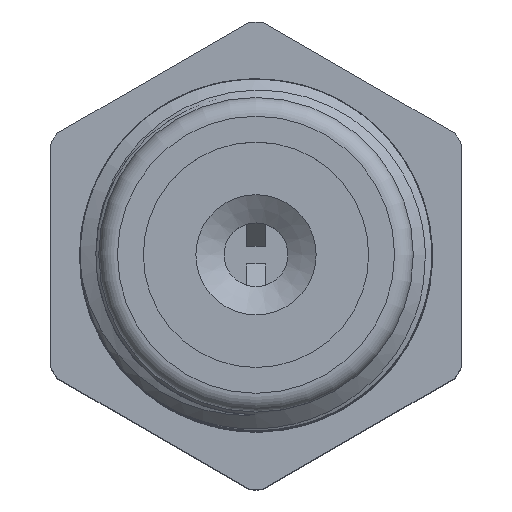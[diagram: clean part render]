
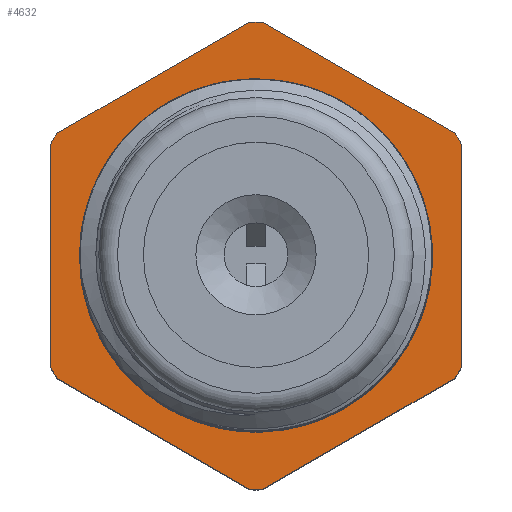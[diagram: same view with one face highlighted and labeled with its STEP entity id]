
A CAD part, top view. The second image highlights one B-rep face of the part: STEP entity #4632.
In plain terms, the highlighted planar face has unit normal (0, 0, 1).
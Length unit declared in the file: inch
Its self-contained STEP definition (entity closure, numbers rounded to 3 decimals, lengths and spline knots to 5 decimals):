
#116 = VECTOR ( 'NONE', #2732, 39.37008 ) ;
#282 = DIRECTION ( 'NONE',  ( -1., 0., 0. ) ) ;
#288 = DIRECTION ( 'NONE',  ( 0., 0., -1. ) ) ;
#329 = DIRECTION ( 'NONE',  ( -1., 0., 0. ) ) ;
#455 = CIRCLE ( 'NONE', #3215, 0.24885 ) ;
#604 = CIRCLE ( 'NONE', #3212, 0.24885 ) ;
#607 = CIRCLE ( 'NONE', #5681, 0.24885 ) ;
#643 = VECTOR ( 'NONE', #5405, 39.37008 ) ;
#668 = VERTEX_POINT ( 'NONE', #3812 ) ;
#791 = DIRECTION ( 'NONE',  ( 0.866, -0.5, 0. ) ) ;
#878 = EDGE_CURVE ( 'NONE', #6741, #8785, #455, .T. ) ;
#887 = EDGE_CURVE ( 'NONE', #6149, #5921, #7979, .T. ) ;
#891 = VERTEX_POINT ( 'NONE', #2933 ) ;
#925 = CARTESIAN_POINT ( 'NONE',  ( 0., 0.25259, -0.10758 ) ) ;
#1045 = EDGE_CURVE ( 'NONE', #6988, #668, #607, .T. ) ;
#1058 = CARTESIAN_POINT ( 'NONE',  ( 0., -0.25259, -0.10758 ) ) ;
#1372 = LINE ( 'NONE', #1463, #116 ) ;
#1393 = VERTEX_POINT ( 'NONE', #3377 ) ;
#1438 = ORIENTED_EDGE ( 'NONE', *, *, #6018, .F. ) ;
#1463 = CARTESIAN_POINT ( 'NONE',  ( 0.21875, 0.1263, -0.10758 ) ) ;
#1504 = CARTESIAN_POINT ( 'NONE',  ( 0.00663, -0.24876, -0.10758 ) ) ;
#1704 = LINE ( 'NONE', #7861, #7450 ) ;
#1749 = DIRECTION ( 'NONE',  ( 0., 0., -1. ) ) ;
#1803 = ORIENTED_EDGE ( 'NONE', *, *, #5232, .F. ) ;
#1836 = LINE ( 'NONE', #1058, #6350 ) ;
#2231 = CARTESIAN_POINT ( 'NONE',  ( -0.21875, -0.11864, -0.10758 ) ) ;
#2346 = ORIENTED_EDGE ( 'NONE', *, *, #7496, .F. ) ;
#2432 = AXIS2_PLACEMENT_3D ( 'NONE', #4831, #6271, #4195 ) ;
#2620 = EDGE_LOOP ( 'NONE', ( #5667 ) ) ;
#2718 = FACE_BOUND ( 'NONE', #2620, .T. ) ;
#2732 = DIRECTION ( 'NONE',  ( 0., -1., 0. ) ) ;
#2933 = CARTESIAN_POINT ( 'NONE',  ( -0.00663, -0.24876, -0.10758 ) ) ;
#2981 = VERTEX_POINT ( 'NONE', #1504 ) ;
#3012 = EDGE_CURVE ( 'NONE', #5921, #8545, #1372, .T. ) ;
#3014 = CARTESIAN_POINT ( 'NONE',  ( 0.21212, -0.13012, -0.10758 ) ) ;
#3111 = ORIENTED_EDGE ( 'NONE', *, *, #4549, .F. ) ;
#3159 = CIRCLE ( 'NONE', #2432, 0.24885 ) ;
#3193 = CARTESIAN_POINT ( 'NONE',  ( 0., 0., -0.10758 ) ) ;
#3212 = AXIS2_PLACEMENT_3D ( 'NONE', #8093, #4668, #7412 ) ;
#3215 = AXIS2_PLACEMENT_3D ( 'NONE', #3787, #288, #7178 ) ;
#3377 = CARTESIAN_POINT ( 'NONE',  ( -0.21212, 0.13012, -0.10758 ) ) ;
#3547 = ORIENTED_EDGE ( 'NONE', *, *, #3012, .F. ) ;
#3611 = ORIENTED_EDGE ( 'NONE', *, *, #8314, .F. ) ;
#3652 = DIRECTION ( 'NONE',  ( -1., 0., 0. ) ) ;
#3787 = CARTESIAN_POINT ( 'NONE',  ( 0., 0., -0.10758 ) ) ;
#3812 = CARTESIAN_POINT ( 'NONE',  ( 0.00663, 0.24876, -0.10758 ) ) ;
#3993 = EDGE_CURVE ( 'NONE', #1393, #6988, #1704, .T. ) ;
#4096 = AXIS2_PLACEMENT_3D ( 'NONE', #5104, #6414, #3652 ) ;
#4195 = DIRECTION ( 'NONE',  ( -1., 0., 0. ) ) ;
#4345 = ORIENTED_EDGE ( 'NONE', *, *, #887, .F. ) ;
#4392 = ORIENTED_EDGE ( 'NONE', *, *, #878, .F. ) ;
#4476 = DIRECTION ( 'NONE',  ( -0.866, 0.5, 0. ) ) ;
#4478 = CARTESIAN_POINT ( 'NONE',  ( 0., 0., -0.10758 ) ) ;
#4549 = EDGE_CURVE ( 'NONE', #4723, #2981, #8836, .T. ) ;
#4632 = ADVANCED_FACE ( 'NONE', ( #2718, #5485 ), #8246, .F. ) ;
#4668 = DIRECTION ( 'NONE',  ( 0., 0., -1. ) ) ;
#4723 = VERTEX_POINT ( 'NONE', #3014 ) ;
#4771 = CIRCLE ( 'NONE', #7209, 0.188 ) ;
#4831 = CARTESIAN_POINT ( 'NONE',  ( 0., 0., -0.10758 ) ) ;
#5104 = CARTESIAN_POINT ( 'NONE',  ( 0., 0., -0.10758 ) ) ;
#5232 = EDGE_CURVE ( 'NONE', #8785, #7862, #6265, .T. ) ;
#5405 = DIRECTION ( 'NONE',  ( 0., 1., 0. ) ) ;
#5473 = ORIENTED_EDGE ( 'NONE', *, *, #3993, .F. ) ;
#5485 = FACE_OUTER_BOUND ( 'NONE', #7951, .T. ) ;
#5487 = CIRCLE ( 'NONE', #6630, 0.24885 ) ;
#5583 = AXIS2_PLACEMENT_3D ( 'NONE', #7808, #7850, #282 ) ;
#5667 = ORIENTED_EDGE ( 'NONE', *, *, #8202, .F. ) ;
#5681 = AXIS2_PLACEMENT_3D ( 'NONE', #4478, #1749, #7225 ) ;
#5913 = CARTESIAN_POINT ( 'NONE',  ( 0., 0., -0.10758 ) ) ;
#5921 = VERTEX_POINT ( 'NONE', #7321 ) ;
#6018 = EDGE_CURVE ( 'NONE', #7862, #1393, #604, .T. ) ;
#6117 = CARTESIAN_POINT ( 'NONE',  ( 0.21875, -0.1263, -0.10758 ) ) ;
#6149 = VERTEX_POINT ( 'NONE', #8236 ) ;
#6159 = ORIENTED_EDGE ( 'NONE', *, *, #7183, .F. ) ;
#6261 = DIRECTION ( 'NONE',  ( 0.866, 0.5, 0. ) ) ;
#6265 = LINE ( 'NONE', #8849, #643 ) ;
#6271 = DIRECTION ( 'NONE',  ( 0., 0., -1. ) ) ;
#6350 = VECTOR ( 'NONE', #4476, 39.37008 ) ;
#6414 = DIRECTION ( 'NONE',  ( 0., 0., -1. ) ) ;
#6500 = CARTESIAN_POINT ( 'NONE',  ( -0.21875, 0.11864, -0.10758 ) ) ;
#6583 = VECTOR ( 'NONE', #6839, 39.37008 ) ;
#6590 = DIRECTION ( 'NONE',  ( 0., 0., 1. ) ) ;
#6630 = AXIS2_PLACEMENT_3D ( 'NONE', #5913, #6634, #329 ) ;
#6634 = DIRECTION ( 'NONE',  ( 0., 0., -1. ) ) ;
#6741 = VERTEX_POINT ( 'NONE', #7766 ) ;
#6772 = CARTESIAN_POINT ( 'NONE',  ( 0.21875, -0.11864, -0.10758 ) ) ;
#6839 = DIRECTION ( 'NONE',  ( -0.866, -0.5, 0. ) ) ;
#6859 = ORIENTED_EDGE ( 'NONE', *, *, #8141, .F. ) ;
#6988 = VERTEX_POINT ( 'NONE', #7345 ) ;
#7087 = LINE ( 'NONE', #925, #8962 ) ;
#7178 = DIRECTION ( 'NONE',  ( -1., 0., 0. ) ) ;
#7183 = EDGE_CURVE ( 'NONE', #8545, #4723, #3159, .T. ) ;
#7209 = AXIS2_PLACEMENT_3D ( 'NONE', #3193, #6590, #7268 ) ;
#7225 = DIRECTION ( 'NONE',  ( -1., 0., 0. ) ) ;
#7268 = DIRECTION ( 'NONE',  ( -1., 0., 0. ) ) ;
#7321 = CARTESIAN_POINT ( 'NONE',  ( 0.21875, 0.11864, -0.10758 ) ) ;
#7345 = CARTESIAN_POINT ( 'NONE',  ( -0.00663, 0.24876, -0.10758 ) ) ;
#7412 = DIRECTION ( 'NONE',  ( -1., 0., 0. ) ) ;
#7450 = VECTOR ( 'NONE', #6261, 39.37008 ) ;
#7496 = EDGE_CURVE ( 'NONE', #668, #6149, #7087, .T. ) ;
#7766 = CARTESIAN_POINT ( 'NONE',  ( -0.21212, -0.13012, -0.10758 ) ) ;
#7808 = CARTESIAN_POINT ( 'NONE',  ( 0., 0., -0.10758 ) ) ;
#7850 = DIRECTION ( 'NONE',  ( 0., 0., -1. ) ) ;
#7861 = CARTESIAN_POINT ( 'NONE',  ( -0.21875, 0.1263, -0.10758 ) ) ;
#7862 = VERTEX_POINT ( 'NONE', #6500 ) ;
#7951 = EDGE_LOOP ( 'NONE', ( #1438, #1803, #4392, #6859, #3611, #3111, #6159, #3547, #4345, #2346, #8144, #5473 ) ) ;
#7979 = CIRCLE ( 'NONE', #4096, 0.24885 ) ;
#8093 = CARTESIAN_POINT ( 'NONE',  ( 0., 0., -0.10758 ) ) ;
#8141 = EDGE_CURVE ( 'NONE', #891, #6741, #1836, .T. ) ;
#8144 = ORIENTED_EDGE ( 'NONE', *, *, #1045, .F. ) ;
#8202 = EDGE_CURVE ( 'NONE', #8239, #8239, #4771, .T. ) ;
#8236 = CARTESIAN_POINT ( 'NONE',  ( 0.21212, 0.13012, -0.10758 ) ) ;
#8239 = VERTEX_POINT ( 'NONE', #8920 ) ;
#8246 = PLANE ( 'NONE',  #5583 ) ;
#8314 = EDGE_CURVE ( 'NONE', #2981, #891, #5487, .T. ) ;
#8545 = VERTEX_POINT ( 'NONE', #6772 ) ;
#8785 = VERTEX_POINT ( 'NONE', #2231 ) ;
#8836 = LINE ( 'NONE', #6117, #6583 ) ;
#8849 = CARTESIAN_POINT ( 'NONE',  ( -0.21875, -0.1263, -0.10758 ) ) ;
#8920 = CARTESIAN_POINT ( 'NONE',  ( -0.188, 0., -0.10758 ) ) ;
#8962 = VECTOR ( 'NONE', #791, 39.37008 ) ;
